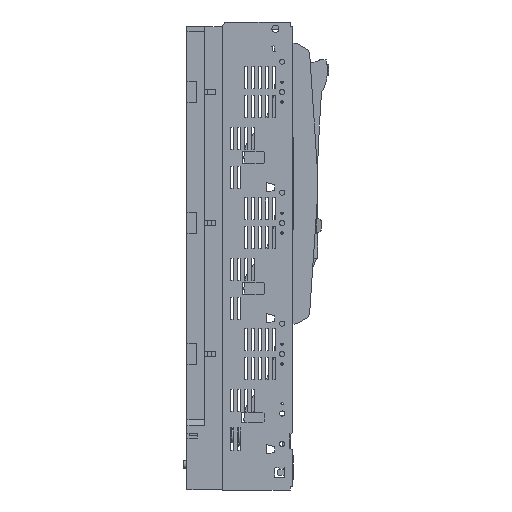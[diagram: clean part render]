
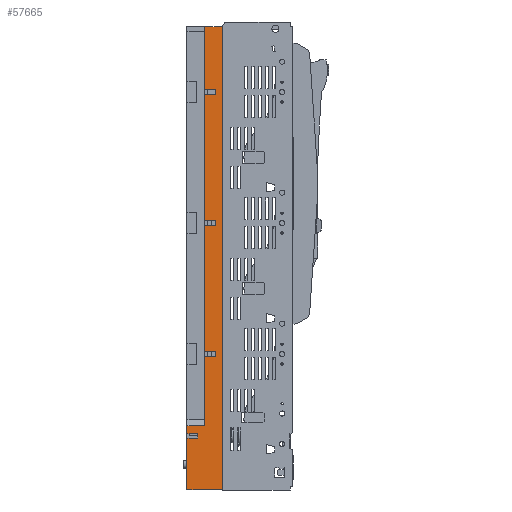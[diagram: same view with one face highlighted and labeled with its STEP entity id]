
A CAD part, left-side view. The second image highlights one B-rep face of the part: STEP entity #57665.
In plain terms, the highlighted planar face has unit normal (-1, 0, 0).
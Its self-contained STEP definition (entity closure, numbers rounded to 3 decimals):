
#57504=AXIS2_PLACEMENT_3D('Plane Axis2P3D',#57501,#57502,#57503) ;
#56293=CARTESIAN_POINT('Vertex',(-50.,-19.,-303.631)) ;
#56308=CARTESIAN_POINT('Vertex',(-50.,-4.,-303.631)) ;
#56311=CARTESIAN_POINT('Line Origine',(-50.,-11.5,-303.631)) ;
#56334=CARTESIAN_POINT('Vertex',(-50.,-29.,-286.058)) ;
#56348=CARTESIAN_POINT('Vertex',(-50.,-4.,-286.058)) ;
#56351=CARTESIAN_POINT('Line Origine',(-50.,-16.5,-286.058)) ;
#57501=CARTESIAN_POINT('Axis2P3D Location',(-50.,-4.,-49.981)) ;
#57506=CARTESIAN_POINT('Line Origine',(-50.,-29.,-3.216)) ;
#57510=CARTESIAN_POINT('Vertex',(-50.,-29.,-3.216)) ;
#57512=CARTESIAN_POINT('Vertex',(-50.,-45.,-3.216)) ;
#57515=CARTESIAN_POINT('Line Origine',(-50.,-29.,-49.75)) ;
#57519=CARTESIAN_POINT('Vertex',(-50.,-29.,-181.784)) ;
#57522=CARTESIAN_POINT('Line Origine',(-50.,-29.,-181.784)) ;
#57526=CARTESIAN_POINT('Vertex',(-50.,-45.,-181.784)) ;
#57529=CARTESIAN_POINT('Line Origine',(-50.,-45.,-49.75)) ;
#57533=CARTESIAN_POINT('Vertex',(-50.,-45.,-188.216)) ;
#57536=CARTESIAN_POINT('Line Origine',(-50.,-29.,-188.216)) ;
#57540=CARTESIAN_POINT('Vertex',(-50.,-29.,-188.216)) ;
#57543=CARTESIAN_POINT('Line Origine',(-50.,-29.,-49.75)) ;
#57548=CARTESIAN_POINT('Line Origine',(-50.,-4.,-49.75)) ;
#57552=CARTESIAN_POINT('Vertex',(-50.,-4.,-297.369)) ;
#57556=CARTESIAN_POINT('Control Point',(-50.,-4.,-297.369)) ;
#57557=CARTESIAN_POINT('Control Point',(-50.,-19.,-297.5)) ;
#57558=CARTESIAN_POINT('Vertex',(-50.,-19.,-297.5)) ;
#57561=CARTESIAN_POINT('Line Origine',(-50.,-19.,-49.75)) ;
#57566=CARTESIAN_POINT('Line Origine',(-50.,-4.,-49.75)) ;
#57570=CARTESIAN_POINT('Vertex',(-50.,-4.,-376.564)) ;
#57573=CARTESIAN_POINT('Line Origine',(-50.,-29.,-376.564)) ;
#57577=CARTESIAN_POINT('Vertex',(-50.,-54.,-376.564)) ;
#57580=CARTESIAN_POINT('Line Origine',(-50.,-54.,-49.75)) ;
#57584=CARTESIAN_POINT('Vertex',(-50.,-54.,277.064)) ;
#57587=CARTESIAN_POINT('Line Origine',(-50.,-29.,277.064)) ;
#57591=CARTESIAN_POINT('Vertex',(-50.,-29.,277.064)) ;
#57594=CARTESIAN_POINT('Line Origine',(-50.,-29.,-49.75)) ;
#57598=CARTESIAN_POINT('Vertex',(-50.,-29.,188.216)) ;
#57601=CARTESIAN_POINT('Line Origine',(-50.,-29.,188.216)) ;
#57605=CARTESIAN_POINT('Vertex',(-50.,-45.,188.216)) ;
#57608=CARTESIAN_POINT('Line Origine',(-50.,-45.,-49.75)) ;
#57612=CARTESIAN_POINT('Vertex',(-50.,-45.,181.784)) ;
#57615=CARTESIAN_POINT('Line Origine',(-50.,-29.,181.784)) ;
#57619=CARTESIAN_POINT('Vertex',(-50.,-29.,181.784)) ;
#57622=CARTESIAN_POINT('Line Origine',(-50.,-29.,-49.75)) ;
#57626=CARTESIAN_POINT('Vertex',(-50.,-29.,3.216)) ;
#57629=CARTESIAN_POINT('Line Origine',(-50.,-29.,3.216)) ;
#57633=CARTESIAN_POINT('Vertex',(-50.,-45.,3.216)) ;
#57636=CARTESIAN_POINT('Line Origine',(-50.,-45.,-49.75)) ;
#56312=DIRECTION('Vector Direction',(0.,1.,0.)) ;
#56352=DIRECTION('Vector Direction',(0.,1.,0.)) ;
#57502=DIRECTION('Axis2P3D Direction',(1.,0.,0.)) ;
#57503=DIRECTION('Axis2P3D XDirection',(0.,0.,-1.)) ;
#57507=DIRECTION('Vector Direction',(0.,1.,0.)) ;
#57516=DIRECTION('Vector Direction',(0.,0.,-1.)) ;
#57523=DIRECTION('Vector Direction',(0.,1.,0.)) ;
#57530=DIRECTION('Vector Direction',(0.,0.,-1.)) ;
#57537=DIRECTION('Vector Direction',(0.,1.,0.)) ;
#57544=DIRECTION('Vector Direction',(0.,0.,-1.)) ;
#57549=DIRECTION('Vector Direction',(0.,0.,-1.)) ;
#57562=DIRECTION('Vector Direction',(0.,0.,-1.)) ;
#57567=DIRECTION('Vector Direction',(0.,0.,-1.)) ;
#57574=DIRECTION('Vector Direction',(0.,1.,0.)) ;
#57581=DIRECTION('Vector Direction',(0.,0.,-1.)) ;
#57588=DIRECTION('Vector Direction',(0.,1.,0.)) ;
#57595=DIRECTION('Vector Direction',(0.,0.,-1.)) ;
#57602=DIRECTION('Vector Direction',(0.,1.,0.)) ;
#57609=DIRECTION('Vector Direction',(0.,0.,-1.)) ;
#57616=DIRECTION('Vector Direction',(0.,1.,0.)) ;
#57623=DIRECTION('Vector Direction',(0.,0.,-1.)) ;
#57630=DIRECTION('Vector Direction',(0.,1.,0.)) ;
#57637=DIRECTION('Vector Direction',(0.,0.,-1.)) ;
#56313=VECTOR('Line Direction',#56312,1.) ;
#56353=VECTOR('Line Direction',#56352,1.) ;
#57508=VECTOR('Line Direction',#57507,1.) ;
#57517=VECTOR('Line Direction',#57516,1.) ;
#57524=VECTOR('Line Direction',#57523,1.) ;
#57531=VECTOR('Line Direction',#57530,1.) ;
#57538=VECTOR('Line Direction',#57537,1.) ;
#57545=VECTOR('Line Direction',#57544,1.) ;
#57550=VECTOR('Line Direction',#57549,1.) ;
#57563=VECTOR('Line Direction',#57562,1.) ;
#57568=VECTOR('Line Direction',#57567,1.) ;
#57575=VECTOR('Line Direction',#57574,1.) ;
#57582=VECTOR('Line Direction',#57581,1.) ;
#57589=VECTOR('Line Direction',#57588,1.) ;
#57596=VECTOR('Line Direction',#57595,1.) ;
#57603=VECTOR('Line Direction',#57602,1.) ;
#57610=VECTOR('Line Direction',#57609,1.) ;
#57617=VECTOR('Line Direction',#57616,1.) ;
#57624=VECTOR('Line Direction',#57623,1.) ;
#57631=VECTOR('Line Direction',#57630,1.) ;
#57638=VECTOR('Line Direction',#57637,1.) ;
#57642=ORIENTED_EDGE('',*,*,#57514,.F.) ;
#57643=ORIENTED_EDGE('',*,*,#57521,.T.) ;
#57644=ORIENTED_EDGE('',*,*,#57528,.T.) ;
#57645=ORIENTED_EDGE('',*,*,#57535,.T.) ;
#57646=ORIENTED_EDGE('',*,*,#57542,.F.) ;
#57647=ORIENTED_EDGE('',*,*,#57547,.T.) ;
#57648=ORIENTED_EDGE('',*,*,#56355,.F.) ;
#57649=ORIENTED_EDGE('',*,*,#57554,.F.) ;
#57650=ORIENTED_EDGE('',*,*,#57560,.T.) ;
#57651=ORIENTED_EDGE('',*,*,#57565,.T.) ;
#57652=ORIENTED_EDGE('',*,*,#56315,.F.) ;
#57653=ORIENTED_EDGE('',*,*,#57572,.F.) ;
#57654=ORIENTED_EDGE('',*,*,#57579,.T.) ;
#57655=ORIENTED_EDGE('',*,*,#57586,.T.) ;
#57656=ORIENTED_EDGE('',*,*,#57593,.F.) ;
#57657=ORIENTED_EDGE('',*,*,#57600,.T.) ;
#57658=ORIENTED_EDGE('',*,*,#57607,.T.) ;
#57659=ORIENTED_EDGE('',*,*,#57614,.T.) ;
#57660=ORIENTED_EDGE('',*,*,#57621,.F.) ;
#57661=ORIENTED_EDGE('',*,*,#57628,.T.) ;
#57662=ORIENTED_EDGE('',*,*,#57635,.T.) ;
#57663=ORIENTED_EDGE('',*,*,#57640,.T.) ;
#57665=ADVANCED_FACE('804187_03_L_NH-Leistenunterteil Gr.2  L/SL2/W/3A',(#57664),#57505,.F.) ;
#57555=B_SPLINE_CURVE_WITH_KNOTS('',1,(#57556,#57557),.UNSPECIFIED.,.F.,.U.,(2,2),(-7.5,7.5),.UNSPECIFIED.) ;
#56315=EDGE_CURVE('',#56309,#56294,#56314,.F.) ;
#56355=EDGE_CURVE('',#56349,#56335,#56354,.F.) ;
#57514=EDGE_CURVE('',#57511,#57513,#57509,.F.) ;
#57521=EDGE_CURVE('',#57511,#57520,#57518,.T.) ;
#57528=EDGE_CURVE('',#57520,#57527,#57525,.F.) ;
#57535=EDGE_CURVE('',#57527,#57534,#57532,.T.) ;
#57542=EDGE_CURVE('',#57541,#57534,#57539,.F.) ;
#57547=EDGE_CURVE('',#57541,#56335,#57546,.T.) ;
#57554=EDGE_CURVE('',#57553,#56349,#57551,.F.) ;
#57560=EDGE_CURVE('',#57553,#57559,#57555,.T.) ;
#57565=EDGE_CURVE('',#57559,#56294,#57564,.T.) ;
#57572=EDGE_CURVE('',#57571,#56309,#57569,.F.) ;
#57579=EDGE_CURVE('',#57571,#57578,#57576,.F.) ;
#57586=EDGE_CURVE('',#57578,#57585,#57583,.F.) ;
#57593=EDGE_CURVE('',#57592,#57585,#57590,.F.) ;
#57600=EDGE_CURVE('',#57592,#57599,#57597,.T.) ;
#57607=EDGE_CURVE('',#57599,#57606,#57604,.F.) ;
#57614=EDGE_CURVE('',#57606,#57613,#57611,.T.) ;
#57621=EDGE_CURVE('',#57620,#57613,#57618,.F.) ;
#57628=EDGE_CURVE('',#57620,#57627,#57625,.T.) ;
#57635=EDGE_CURVE('',#57627,#57634,#57632,.F.) ;
#57640=EDGE_CURVE('',#57634,#57513,#57639,.T.) ;
#57641=EDGE_LOOP('',(#57642,#57643,#57644,#57645,#57646,#57647,#57648,#57649,#57650,#57651,#57652,#57653,#57654,#57655,#57656,#57657,#57658,#57659,#57660,#57661,#57662,#57663)) ;
#57664=FACE_OUTER_BOUND('',#57641,.T.) ;
#56314=LINE('Line',#56311,#56313) ;
#56354=LINE('Line',#56351,#56353) ;
#57509=LINE('Line',#57506,#57508) ;
#57518=LINE('Line',#57515,#57517) ;
#57525=LINE('Line',#57522,#57524) ;
#57532=LINE('Line',#57529,#57531) ;
#57539=LINE('Line',#57536,#57538) ;
#57546=LINE('Line',#57543,#57545) ;
#57551=LINE('Line',#57548,#57550) ;
#57564=LINE('Line',#57561,#57563) ;
#57569=LINE('Line',#57566,#57568) ;
#57576=LINE('Line',#57573,#57575) ;
#57583=LINE('Line',#57580,#57582) ;
#57590=LINE('Line',#57587,#57589) ;
#57597=LINE('Line',#57594,#57596) ;
#57604=LINE('Line',#57601,#57603) ;
#57611=LINE('Line',#57608,#57610) ;
#57618=LINE('Line',#57615,#57617) ;
#57625=LINE('Line',#57622,#57624) ;
#57632=LINE('Line',#57629,#57631) ;
#57639=LINE('Line',#57636,#57638) ;
#57505=PLANE('Plane',#57504) ;
#56294=VERTEX_POINT('',#56293) ;
#56309=VERTEX_POINT('',#56308) ;
#56335=VERTEX_POINT('',#56334) ;
#56349=VERTEX_POINT('',#56348) ;
#57511=VERTEX_POINT('',#57510) ;
#57513=VERTEX_POINT('',#57512) ;
#57520=VERTEX_POINT('',#57519) ;
#57527=VERTEX_POINT('',#57526) ;
#57534=VERTEX_POINT('',#57533) ;
#57541=VERTEX_POINT('',#57540) ;
#57553=VERTEX_POINT('',#57552) ;
#57559=VERTEX_POINT('',#57558) ;
#57571=VERTEX_POINT('',#57570) ;
#57578=VERTEX_POINT('',#57577) ;
#57585=VERTEX_POINT('',#57584) ;
#57592=VERTEX_POINT('',#57591) ;
#57599=VERTEX_POINT('',#57598) ;
#57606=VERTEX_POINT('',#57605) ;
#57613=VERTEX_POINT('',#57612) ;
#57620=VERTEX_POINT('',#57619) ;
#57627=VERTEX_POINT('',#57626) ;
#57634=VERTEX_POINT('',#57633) ;
